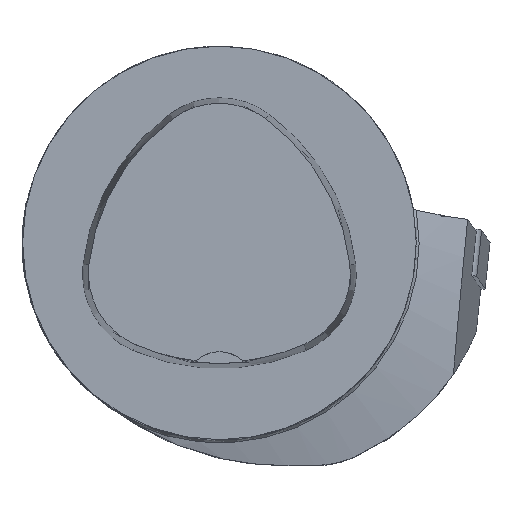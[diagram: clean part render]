
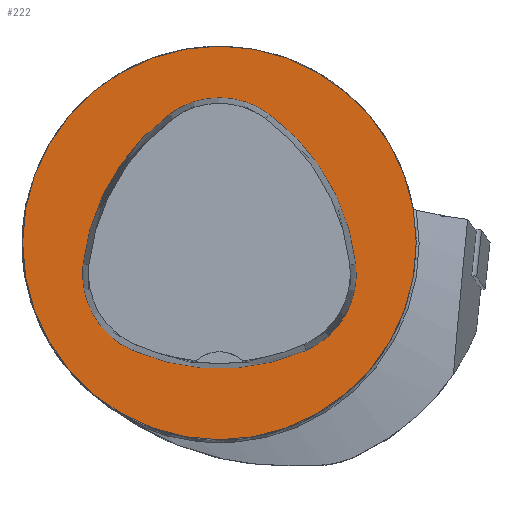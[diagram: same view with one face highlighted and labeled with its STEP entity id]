
A CAD part, top view. The second image highlights one B-rep face of the part: STEP entity #222.
In plain terms, the highlighted planar face has unit normal (0, 0, 1).
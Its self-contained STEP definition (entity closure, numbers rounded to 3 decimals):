
#222=ADVANCED_FACE('',(#447,#448),#268,.T.);
#268=PLANE('',#1278);
#447=FACE_BOUND('',#495,.T.);
#448=FACE_BOUND('',#496,.T.);
#495=EDGE_LOOP('',(#717,#718,#719,#720,#721,#722));
#496=EDGE_LOOP('',(#723));
#717=ORIENTED_EDGE('',*,*,#1049,.T.);
#718=ORIENTED_EDGE('',*,*,#1029,.T.);
#719=ORIENTED_EDGE('',*,*,#1033,.T.);
#720=ORIENTED_EDGE('',*,*,#1036,.T.);
#721=ORIENTED_EDGE('',*,*,#1039,.T.);
#722=ORIENTED_EDGE('',*,*,#1047,.T.);
#723=ORIENTED_EDGE('',*,*,#1020,.F.);
#896=VERTEX_POINT('',#2014);
#905=VERTEX_POINT('',#2033);
#906=VERTEX_POINT('',#2034);
#909=VERTEX_POINT('',#2042);
#911=VERTEX_POINT('',#2048);
#913=VERTEX_POINT('',#2054);
#920=VERTEX_POINT('',#2075);
#1020=EDGE_CURVE('',#896,#896,#1093,.T.);
#1029=EDGE_CURVE('',#905,#906,#1094,.T.);
#1033=EDGE_CURVE('',#906,#909,#1096,.T.);
#1036=EDGE_CURVE('',#909,#911,#1098,.T.);
#1039=EDGE_CURVE('',#911,#913,#1100,.T.);
#1047=EDGE_CURVE('',#913,#920,#1104,.T.);
#1049=EDGE_CURVE('',#920,#905,#1106,.T.);
#1093=CIRCLE('',#1250,40.);
#1094=CIRCLE('',#1256,44.);
#1096=CIRCLE('',#1259,17.);
#1098=CIRCLE('',#1262,44.);
#1100=CIRCLE('',#1265,17.);
#1104=CIRCLE('',#1270,44.);
#1106=CIRCLE('',#1273,17.);
#1250=AXIS2_PLACEMENT_3D('',#2013,#1481,#1482);
#1256=AXIS2_PLACEMENT_3D('',#2032,#1497,#1498);
#1259=AXIS2_PLACEMENT_3D('',#2041,#1505,#1506);
#1262=AXIS2_PLACEMENT_3D('',#2047,#1512,#1513);
#1265=AXIS2_PLACEMENT_3D('',#2053,#1519,#1520);
#1270=AXIS2_PLACEMENT_3D('',#2076,#1531,#1532);
#1273=AXIS2_PLACEMENT_3D('',#2079,#1537,#1538);
#1278=AXIS2_PLACEMENT_3D('',#2084,#1547,#1548);
#1481=DIRECTION('',(0.,0.,-1.));
#1482=DIRECTION('',(-1.,0.,0.));
#1497=DIRECTION('',(0.,0.,-1.));
#1498=DIRECTION('',(-1.,0.,0.));
#1505=DIRECTION('',(0.,0.,-1.));
#1506=DIRECTION('',(-1.,0.,0.));
#1512=DIRECTION('',(0.,0.,-1.));
#1513=DIRECTION('',(-1.,0.,0.));
#1519=DIRECTION('',(0.,0.,-1.));
#1520=DIRECTION('',(-1.,0.,0.));
#1531=DIRECTION('',(0.,0.,-1.));
#1532=DIRECTION('',(-1.,0.,0.));
#1537=DIRECTION('',(0.,0.,-1.));
#1538=DIRECTION('',(-1.,0.,0.));
#1547=DIRECTION('',(0.,0.,1.));
#1548=DIRECTION('',(1.,0.,0.));
#2013=CARTESIAN_POINT('',(0.,0.,
0.));
#2014=CARTESIAN_POINT('',(-40.,0.,0.));
#2032=CARTESIAN_POINT('',(16.01,-9.224,0.));
#2033=CARTESIAN_POINT('',(-27.722,-4.378,0.));
#2034=CARTESIAN_POINT('',(-10.119,26.178,0.));
#2041=CARTESIAN_POINT('',(-0.023,12.5,0.));
#2042=CARTESIAN_POINT('',(10.049,26.194,0.));
#2047=CARTESIAN_POINT('',(-16.021,-9.25,0.));
#2048=CARTESIAN_POINT('',(27.71,-4.394,0.));
#2053=CARTESIAN_POINT('',(10.814,-6.27,0.));
#2054=CARTESIAN_POINT('',(17.611,-21.852,0.));
#2075=CARTESIAN_POINT('',(-17.652,-21.819,0.));
#2076=CARTESIAN_POINT('',(0.017,18.477,0.));
#2079=CARTESIAN_POINT('',(-10.825,-6.25,0.));
#2084=CARTESIAN_POINT('',(0.,0.,
0.));
